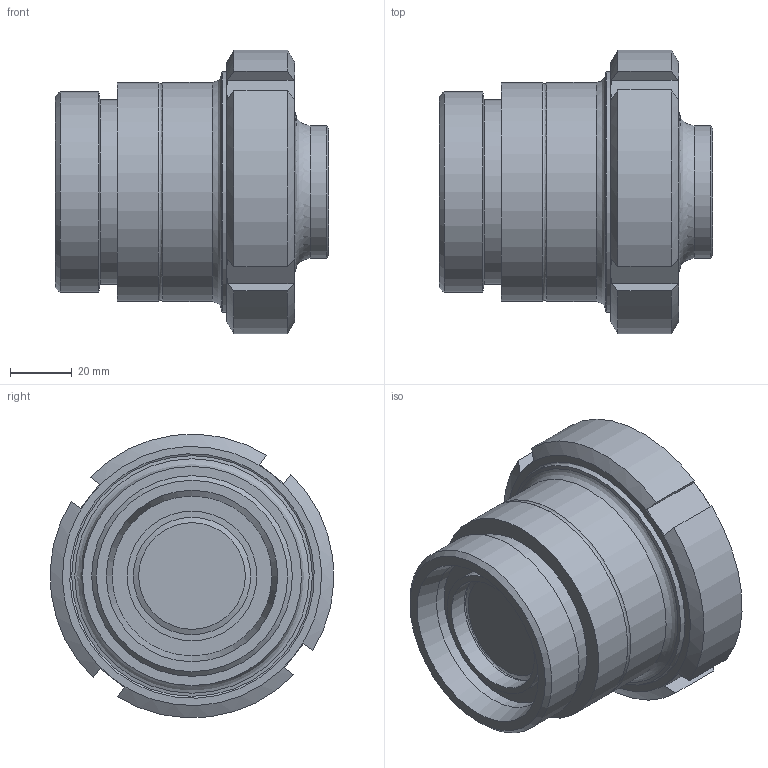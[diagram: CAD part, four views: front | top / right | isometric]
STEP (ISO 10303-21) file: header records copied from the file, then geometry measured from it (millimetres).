
FILE_DESCRIPTION((''),'2;1');
FILE_NAME('65001112X300.stp','2010-09-09T08:40:03',('Creator'),(''),'Autodesk Inventor 2010','Autodesk Inventor 2010','');
FILE_SCHEMA(('AUTOMOTIVE_DESIGN { 1 0 10303 214 1 1 1 1 }'));
Length unit declared in the file: millimetre
Products named in the file (1): 65001112X300
Bounding box: 88.5 x 91.9 x 91.9 mm (x, y, z)
Surface area: 87502.5 mm2 (no closed solid volume)
Topology: 0 solids, 7 shells, 116 faces, 232 edges, 141 vertices
Faces by surface type: cylinder 43, plane 37, cone 28, bspline 5, torus 3
Full cylindrical faces by diameter (mm): 14 x2, 22 x2, 35.1 x1, 38 x1, 42 x1, 43 x1, 50 x1, 50.5 x1, 51 x1, 51.8 x1, 54 x2, 54.3 x1, 60 x1, 61 x1, 62 x1, 63.8 x1, 64 x1, 65 x2, 71 x2, 74.19 x1, 78 x1, 78.4 x1
Entity records: 7693 total; most frequent: CARTESIAN_POINT 5448, DIRECTION 482, ORIENTED_EDGE 356, AXIS2_PLACEMENT_3D 227, EDGE_LOOP 197, EDGE_CURVE 178, VERTEX_POINT 141, FACE_OUTER_BOUND 116
